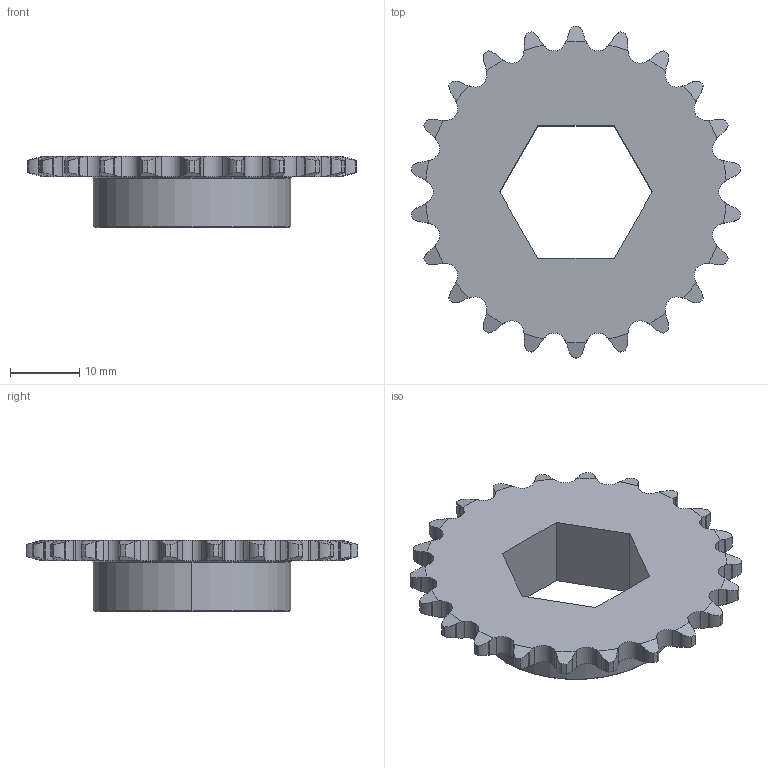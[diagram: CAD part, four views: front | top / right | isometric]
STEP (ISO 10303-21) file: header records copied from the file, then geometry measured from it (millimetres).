
FILE_DESCRIPTION (( 'STEP AP203' ), '1' );
FILE_NAME ('s25-22ha-FlexHub.STEP', '2013-01-11T14:57:39', ( '' ), ( '' ), 'SwSTEP 2.0', 'SolidWorks 2010', '' );
FILE_SCHEMA (( 'CONFIG_CONTROL_DESIGN' ));
Length unit declared in the file: inch
Products named in the file (1): s25-22ha-FlexHub
Bounding box: 47.59 x 47.97 x 10.29 mm (x, y, z)
Volume: 5875.5 mm3; surface area: 4307 mm2
Topology: 1 solids, 1 shells, 248 faces, 731 edges, 486 vertices
Faces by surface type: cylinder 147, plane 53, cone 48
Entity records: 8856 total; most frequent: CARTESIAN_POINT 2466, ORIENTED_EDGE 1462, DIRECTION 1195, EDGE_CURVE 731, AXIS2_PLACEMENT_3D 491, VERTEX_POINT 486, B_SPLINE_CURVE_WITH_KNOTS 276, EDGE_LOOP 251
